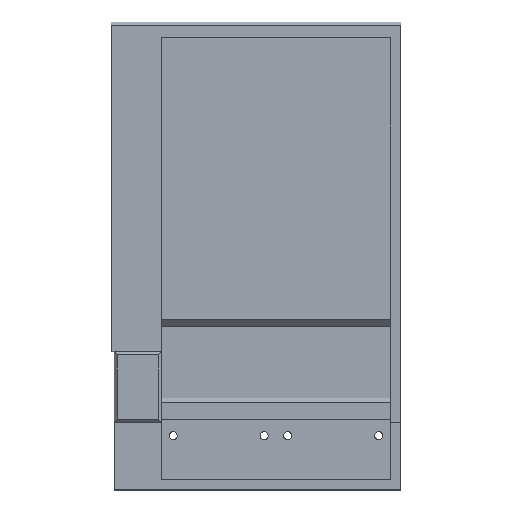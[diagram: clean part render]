
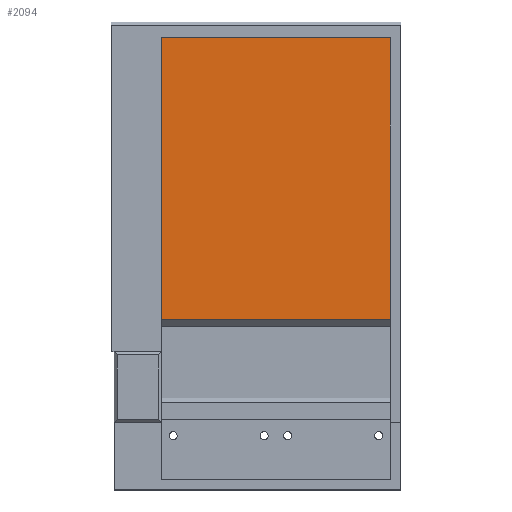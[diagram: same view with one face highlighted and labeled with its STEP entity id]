
A CAD part, top view. The second image highlights one B-rep face of the part: STEP entity #2094.
In plain terms, the highlighted planar face has unit normal (0, 0, 1).
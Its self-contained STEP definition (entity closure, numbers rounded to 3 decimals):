
#922 = VERTEX_POINT('',#923);
#923 = CARTESIAN_POINT('',(-68.,-88.443,3.2));
#929 = EDGE_CURVE('',#922,#930,#932,.T.);
#930 = VERTEX_POINT('',#931);
#931 = CARTESIAN_POINT('',(-68.,-3.,3.2));
#932 = LINE('',#933,#934);
#933 = CARTESIAN_POINT('',(-68.,-88.443,3.2));
#934 = VECTOR('',#935,1.);
#935 = DIRECTION('',(0.,1.,0.));
#1137 = VERTEX_POINT('',#1138);
#1138 = CARTESIAN_POINT('',(0.,-3.,3.2));
#1144 = EDGE_CURVE('',#1145,#1137,#1147,.T.);
#1145 = VERTEX_POINT('',#1146);
#1146 = CARTESIAN_POINT('',(0.,-88.443,3.2));
#1147 = LINE('',#1148,#1149);
#1148 = CARTESIAN_POINT('',(0.,-88.443,3.2));
#1149 = VECTOR('',#1150,1.);
#1150 = DIRECTION('',(0.,1.,0.));
#1569 = EDGE_CURVE('',#1145,#922,#1570,.T.);
#1570 = LINE('',#1571,#1572);
#1571 = CARTESIAN_POINT('',(0.,-88.443,3.2));
#1572 = VECTOR('',#1573,1.);
#1573 = DIRECTION('',(-1.,0.,0.));
#2058 = VERTEX_POINT('',#2059);
#2059 = CARTESIAN_POINT('',(-51.5,-3.,3.2));
#2065 = EDGE_CURVE('',#2058,#930,#2066,.T.);
#2066 = LINE('',#2067,#2068);
#2067 = CARTESIAN_POINT('',(0.,-3.,3.2));
#2068 = VECTOR('',#2069,1.);
#2069 = DIRECTION('',(-1.,0.,0.));
#2094 = ADVANCED_FACE('',(#2095),#2171,.F.);
#2095 = FACE_BOUND('',#2096,.F.);
#2096 = EDGE_LOOP('',(#2097,#2098,#2099,#2100,#2101,#2111,#2119,#2129,
    #2137,#2147,#2155,#2165));
#2097 = ORIENTED_EDGE('',*,*,#1144,.F.);
#2098 = ORIENTED_EDGE('',*,*,#1569,.T.);
#2099 = ORIENTED_EDGE('',*,*,#929,.T.);
#2100 = ORIENTED_EDGE('',*,*,#2065,.F.);
#2101 = ORIENTED_EDGE('',*,*,#2102,.T.);
#2102 = EDGE_CURVE('',#2058,#2103,#2105,.T.);
#2103 = VERTEX_POINT('',#2104);
#2104 = CARTESIAN_POINT('',(-51.395,-4.2,3.2));
#2105 = B_SPLINE_CURVE_WITH_KNOTS('',4,(#2106,#2107,#2108,#2109,#2110),
  .UNSPECIFIED.,.F.,.F.,(5,5),(0.,1.),.PIECEWISE_BEZIER_KNOTS.);
#2106 = CARTESIAN_POINT('',(-51.5,-3.,3.2));
#2107 = CARTESIAN_POINT('',(-51.474,-3.3,3.2));
#2108 = CARTESIAN_POINT('',(-51.448,-3.6,3.2));
#2109 = CARTESIAN_POINT('',(-51.421,-3.9,3.2));
#2110 = CARTESIAN_POINT('',(-51.395,-4.2,3.2));
#2111 = ORIENTED_EDGE('',*,*,#2112,.T.);
#2112 = EDGE_CURVE('',#2103,#2113,#2115,.T.);
#2113 = VERTEX_POINT('',#2114);
#2114 = CARTESIAN_POINT('',(-50.605,-4.2,3.2));
#2115 = LINE('',#2116,#2117);
#2116 = CARTESIAN_POINT('',(-25.698,-4.2,3.2));
#2117 = VECTOR('',#2118,1.);
#2118 = DIRECTION('',(1.,0.,0.));
#2119 = ORIENTED_EDGE('',*,*,#2120,.F.);
#2120 = EDGE_CURVE('',#2121,#2113,#2123,.T.);
#2121 = VERTEX_POINT('',#2122);
#2122 = CARTESIAN_POINT('',(-50.5,-3.,3.2));
#2123 = B_SPLINE_CURVE_WITH_KNOTS('',4,(#2124,#2125,#2126,#2127,#2128),
  .UNSPECIFIED.,.F.,.F.,(5,5),(0.,1.),.PIECEWISE_BEZIER_KNOTS.);
#2124 = CARTESIAN_POINT('',(-50.5,-3.,3.2));
#2125 = CARTESIAN_POINT('',(-50.526,-3.3,3.2));
#2126 = CARTESIAN_POINT('',(-50.552,-3.6,3.2));
#2127 = CARTESIAN_POINT('',(-50.579,-3.9,3.2));
#2128 = CARTESIAN_POINT('',(-50.605,-4.2,3.2));
#2129 = ORIENTED_EDGE('',*,*,#2130,.F.);
#2130 = EDGE_CURVE('',#2131,#2121,#2133,.T.);
#2131 = VERTEX_POINT('',#2132);
#2132 = CARTESIAN_POINT('',(-17.5,-3.,3.2));
#2133 = LINE('',#2134,#2135);
#2134 = CARTESIAN_POINT('',(0.,-3.,3.2));
#2135 = VECTOR('',#2136,1.);
#2136 = DIRECTION('',(-1.,0.,0.));
#2137 = ORIENTED_EDGE('',*,*,#2138,.T.);
#2138 = EDGE_CURVE('',#2131,#2139,#2141,.T.);
#2139 = VERTEX_POINT('',#2140);
#2140 = CARTESIAN_POINT('',(-17.395,-4.2,3.2));
#2141 = B_SPLINE_CURVE_WITH_KNOTS('',4,(#2142,#2143,#2144,#2145,#2146),
  .UNSPECIFIED.,.F.,.F.,(5,5),(0.,1.),.PIECEWISE_BEZIER_KNOTS.);
#2142 = CARTESIAN_POINT('',(-17.5,-3.,3.2));
#2143 = CARTESIAN_POINT('',(-17.474,-3.3,3.2));
#2144 = CARTESIAN_POINT('',(-17.448,-3.6,3.2));
#2145 = CARTESIAN_POINT('',(-17.421,-3.9,3.2));
#2146 = CARTESIAN_POINT('',(-17.395,-4.2,3.2));
#2147 = ORIENTED_EDGE('',*,*,#2148,.T.);
#2148 = EDGE_CURVE('',#2139,#2149,#2151,.T.);
#2149 = VERTEX_POINT('',#2150);
#2150 = CARTESIAN_POINT('',(-16.605,-4.2,3.2));
#2151 = LINE('',#2152,#2153);
#2152 = CARTESIAN_POINT('',(-8.698,-4.2,3.2));
#2153 = VECTOR('',#2154,1.);
#2154 = DIRECTION('',(1.,0.,0.));
#2155 = ORIENTED_EDGE('',*,*,#2156,.F.);
#2156 = EDGE_CURVE('',#2157,#2149,#2159,.T.);
#2157 = VERTEX_POINT('',#2158);
#2158 = CARTESIAN_POINT('',(-16.5,-3.,3.2));
#2159 = B_SPLINE_CURVE_WITH_KNOTS('',4,(#2160,#2161,#2162,#2163,#2164),
  .UNSPECIFIED.,.F.,.F.,(5,5),(0.,1.),.PIECEWISE_BEZIER_KNOTS.);
#2160 = CARTESIAN_POINT('',(-16.5,-3.,3.2));
#2161 = CARTESIAN_POINT('',(-16.526,-3.3,3.2));
#2162 = CARTESIAN_POINT('',(-16.552,-3.6,3.2));
#2163 = CARTESIAN_POINT('',(-16.579,-3.9,3.2));
#2164 = CARTESIAN_POINT('',(-16.605,-4.2,3.2));
#2165 = ORIENTED_EDGE('',*,*,#2166,.F.);
#2166 = EDGE_CURVE('',#1137,#2157,#2167,.T.);
#2167 = LINE('',#2168,#2169);
#2168 = CARTESIAN_POINT('',(0.,-3.,3.2));
#2169 = VECTOR('',#2170,1.);
#2170 = DIRECTION('',(-1.,0.,0.));
#2171 = PLANE('',#2172);
#2172 = AXIS2_PLACEMENT_3D('',#2173,#2174,#2175);
#2173 = CARTESIAN_POINT('',(0.,-88.443,3.2));
#2174 = DIRECTION('',(0.,0.,-1.));
#2175 = DIRECTION('',(0.,1.,0.));
